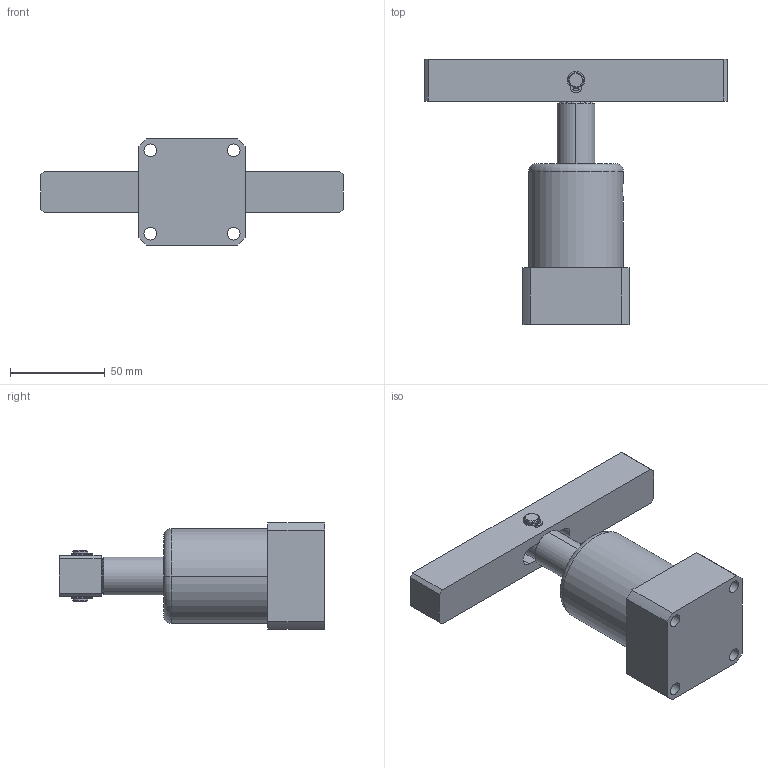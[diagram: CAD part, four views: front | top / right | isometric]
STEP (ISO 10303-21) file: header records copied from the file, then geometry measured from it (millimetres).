
FILE_DESCRIPTION (( 'STEP AP203' ), '1' );
FILE_NAME ('HSL-32D.STEP', '2019-10-05T08:23:57', ( '微软用户' ), ( '微软中国' ), 'SwSTEP 2.0', 'SolidWorks 2012', '' );
FILE_SCHEMA (( 'CONFIG_CONTROL_DESIGN' ));
Length unit declared in the file: millimetre
Products named in the file (6): HSL-32D蛌褒詰揤旋杻秶; HSL-32D蛌褒詰隅弇种; HSL-32D蛌褒詰嶺裝; external circlip_bsi_BS 3673-4 - S007M; HSL-32D--蛌褒詰掛极; HSL-32D
Assembly tree (6 placements, depth 2):
  HSL-32D
    HSL-32D蛌褒詰揤旋杻秶
    HSL-32D蛌褒詰隅弇种
    HSL-32D蛌褒詰嶺裝
    external circlip_bsi_BS 3673-4 - S007M  x2
    HSL-32D--蛌褒詰掛极
Bounding box: 160 x 140 x 56 mm (x, y, z)
Volume: 255883.7 mm3; surface area: 55626.3 mm2
Topology: 6 solids, 6 shells, 214 faces, 541 edges, 354 vertices
Faces by surface type: plane 99, cylinder 77, cone 16, bspline 16, torus 6
Entity records: 7081 total; most frequent: CARTESIAN_POINT 1923, DIRECTION 940, ORIENTED_EDGE 932, EDGE_CURVE 466, AXIS2_PLACEMENT_3D 343, VERTEX_POINT 304, LINE 254, VECTOR 254
